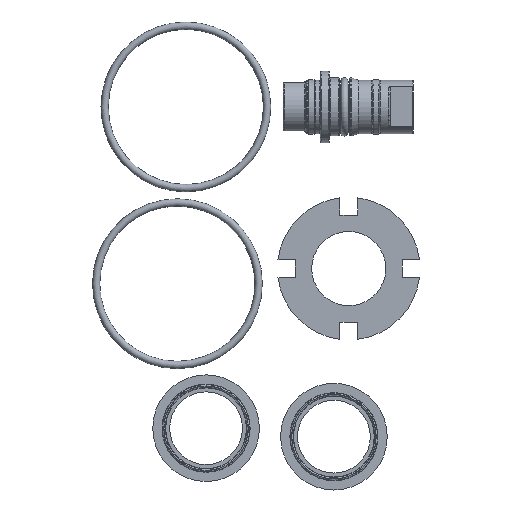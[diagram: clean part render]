
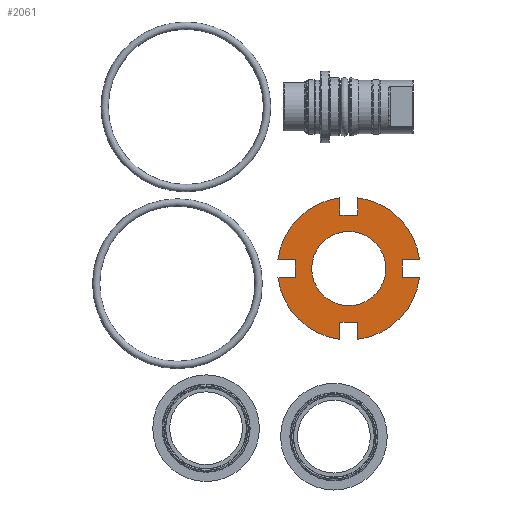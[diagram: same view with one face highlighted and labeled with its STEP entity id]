
A CAD part, left-side view. The second image highlights one B-rep face of the part: STEP entity #2061.
In plain terms, the highlighted face is planar.
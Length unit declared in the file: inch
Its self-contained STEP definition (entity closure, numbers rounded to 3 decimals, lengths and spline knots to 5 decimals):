
#97=FACE_BOUND('',#592,.T.);
#208=LINE('',#4136,#290);
#212=LINE('',#4144,#294);
#216=LINE('',#4156,#298);
#219=LINE('',#4162,#301);
#222=LINE('',#4168,#304);
#226=LINE('',#4180,#308);
#229=LINE('',#4186,#311);
#232=LINE('',#4192,#314);
#236=LINE('',#4204,#318);
#239=LINE('',#4210,#321);
#242=LINE('',#4216,#324);
#246=LINE('',#4227,#328);
#290=VECTOR('',#3106,0.3937);
#294=VECTOR('',#3112,0.3937);
#298=VECTOR('',#3124,0.3937);
#301=VECTOR('',#3129,0.3937);
#304=VECTOR('',#3134,0.3937);
#308=VECTOR('',#3146,0.3937);
#311=VECTOR('',#3151,0.3937);
#314=VECTOR('',#3156,0.3937);
#318=VECTOR('',#3168,0.3937);
#321=VECTOR('',#3173,0.3937);
#324=VECTOR('',#3178,0.3937);
#328=VECTOR('',#3190,0.3937);
#365=PLANE('',#2527);
#469=FACE_OUTER_BOUND('',#591,.T.);
#591=EDGE_LOOP('',(#1859,#1860,#1861,#1862,#1863,#1864,#1865,#1866,#1867,
#1868,#1869,#1870,#1871,#1872,#1873,#1874));
#592=EDGE_LOOP('',(#1875));
#767=CIRCLE('',#2502,0.52);
#768=CIRCLE('',#2506,1.);
#770=CIRCLE('',#2512,1.);
#772=CIRCLE('',#2518,1.);
#774=CIRCLE('',#2524,1.);
#987=VERTEX_POINT('',#4130);
#988=VERTEX_POINT('',#4134);
#989=VERTEX_POINT('',#4135);
#992=VERTEX_POINT('',#4143);
#994=VERTEX_POINT('',#4149);
#996=VERTEX_POINT('',#4155);
#998=VERTEX_POINT('',#4161);
#1000=VERTEX_POINT('',#4167);
#1002=VERTEX_POINT('',#4173);
#1004=VERTEX_POINT('',#4179);
#1006=VERTEX_POINT('',#4185);
#1008=VERTEX_POINT('',#4191);
#1010=VERTEX_POINT('',#4197);
#1012=VERTEX_POINT('',#4203);
#1014=VERTEX_POINT('',#4209);
#1016=VERTEX_POINT('',#4215);
#1018=VERTEX_POINT('',#4221);
#1267=EDGE_CURVE('',#987,#987,#767,.T.);
#1268=EDGE_CURVE('',#988,#989,#208,.T.);
#1272=EDGE_CURVE('',#989,#992,#212,.T.);
#1275=EDGE_CURVE('',#992,#994,#768,.T.);
#1278=EDGE_CURVE('',#994,#996,#216,.T.);
#1281=EDGE_CURVE('',#996,#998,#219,.T.);
#1284=EDGE_CURVE('',#998,#1000,#222,.T.);
#1287=EDGE_CURVE('',#1000,#1002,#770,.T.);
#1290=EDGE_CURVE('',#1002,#1004,#226,.T.);
#1293=EDGE_CURVE('',#1004,#1006,#229,.T.);
#1296=EDGE_CURVE('',#1006,#1008,#232,.T.);
#1299=EDGE_CURVE('',#1008,#1010,#772,.T.);
#1302=EDGE_CURVE('',#1010,#1012,#236,.T.);
#1305=EDGE_CURVE('',#1012,#1014,#239,.T.);
#1308=EDGE_CURVE('',#1014,#1016,#242,.T.);
#1311=EDGE_CURVE('',#1016,#1018,#774,.T.);
#1314=EDGE_CURVE('',#1018,#988,#246,.T.);
#1859=ORIENTED_EDGE('',*,*,#1268,.F.);
#1860=ORIENTED_EDGE('',*,*,#1314,.F.);
#1861=ORIENTED_EDGE('',*,*,#1311,.F.);
#1862=ORIENTED_EDGE('',*,*,#1308,.F.);
#1863=ORIENTED_EDGE('',*,*,#1305,.F.);
#1864=ORIENTED_EDGE('',*,*,#1302,.F.);
#1865=ORIENTED_EDGE('',*,*,#1299,.F.);
#1866=ORIENTED_EDGE('',*,*,#1296,.F.);
#1867=ORIENTED_EDGE('',*,*,#1293,.F.);
#1868=ORIENTED_EDGE('',*,*,#1290,.F.);
#1869=ORIENTED_EDGE('',*,*,#1287,.F.);
#1870=ORIENTED_EDGE('',*,*,#1284,.F.);
#1871=ORIENTED_EDGE('',*,*,#1281,.F.);
#1872=ORIENTED_EDGE('',*,*,#1278,.F.);
#1873=ORIENTED_EDGE('',*,*,#1275,.F.);
#1874=ORIENTED_EDGE('',*,*,#1272,.F.);
#1875=ORIENTED_EDGE('',*,*,#1267,.T.);
#2061=ADVANCED_FACE('',(#469,#97),#365,.T.);
#2502=AXIS2_PLACEMENT_3D('',#4132,#3102,#3103);
#2506=AXIS2_PLACEMENT_3D('',#4150,#3117,#3118);
#2512=AXIS2_PLACEMENT_3D('',#4174,#3139,#3140);
#2518=AXIS2_PLACEMENT_3D('',#4198,#3161,#3162);
#2524=AXIS2_PLACEMENT_3D('',#4222,#3183,#3184);
#2527=AXIS2_PLACEMENT_3D('',#4229,#3192,#3193);
#3102=DIRECTION('center_axis',(0.,-1.,0.));
#3103=DIRECTION('ref_axis',(1.,0.,0.));
#3106=DIRECTION('',(-1.,0.,0.));
#3112=DIRECTION('',(0.,0.,1.));
#3117=DIRECTION('center_axis',(0.,-1.,0.));
#3118=DIRECTION('ref_axis',(0.992,0.,-0.125));
#3124=DIRECTION('',(1.,0.,0.));
#3129=DIRECTION('',(0.,0.,-1.));
#3134=DIRECTION('',(-1.,0.,0.));
#3139=DIRECTION('center_axis',(0.,-1.,0.));
#3140=DIRECTION('ref_axis',(0.125,0.,0.992));
#3146=DIRECTION('',(0.,0.,1.));
#3151=DIRECTION('',(1.,0.,0.));
#3156=DIRECTION('',(0.,0.,-1.));
#3161=DIRECTION('center_axis',(0.,-1.,0.));
#3162=DIRECTION('ref_axis',(-0.992,0.,0.125));
#3168=DIRECTION('',(-1.,0.,0.));
#3173=DIRECTION('',(0.,0.,1.));
#3178=DIRECTION('',(1.,0.,0.));
#3183=DIRECTION('center_axis',(0.,-1.,0.));
#3184=DIRECTION('ref_axis',(-0.125,0.,-0.992));
#3190=DIRECTION('',(0.,0.,-1.));
#3192=DIRECTION('center_axis',(0.,1.,0.));
#3193=DIRECTION('ref_axis',(0.,0.,1.));
#4130=CARTESIAN_POINT('',(-0.52,0.12,0.));
#4132=CARTESIAN_POINT('Origin',(0.,0.12,0.));
#4134=CARTESIAN_POINT('',(0.125,0.12,0.75));
#4135=CARTESIAN_POINT('',(-0.125,0.12,0.75));
#4136=CARTESIAN_POINT('',(0.125,0.12,0.75));
#4143=CARTESIAN_POINT('',(-0.125,0.12,0.99216));
#4144=CARTESIAN_POINT('',(-0.125,0.12,0.75));
#4149=CARTESIAN_POINT('',(-0.99216,0.12,0.125));
#4150=CARTESIAN_POINT('Origin',(0.,0.12,0.));
#4155=CARTESIAN_POINT('',(-0.75,0.12,0.125));
#4156=CARTESIAN_POINT('',(-0.99216,0.12,0.125));
#4161=CARTESIAN_POINT('',(-0.75,0.12,-0.125));
#4162=CARTESIAN_POINT('',(-0.75,0.12,0.125));
#4167=CARTESIAN_POINT('',(-0.99216,0.12,-0.125));
#4168=CARTESIAN_POINT('',(-0.75,0.12,-0.125));
#4173=CARTESIAN_POINT('',(-0.125,0.12,-0.99216));
#4174=CARTESIAN_POINT('Origin',(0.,0.12,0.));
#4179=CARTESIAN_POINT('',(-0.125,0.12,-0.75));
#4180=CARTESIAN_POINT('',(-0.125,0.12,-0.99216));
#4185=CARTESIAN_POINT('',(0.125,0.12,-0.75));
#4186=CARTESIAN_POINT('',(-0.125,0.12,-0.75));
#4191=CARTESIAN_POINT('',(0.125,0.12,-0.99216));
#4192=CARTESIAN_POINT('',(0.125,0.12,-0.75));
#4197=CARTESIAN_POINT('',(0.99216,0.12,-0.125));
#4198=CARTESIAN_POINT('Origin',(0.,0.12,0.));
#4203=CARTESIAN_POINT('',(0.75,0.12,-0.125));
#4204=CARTESIAN_POINT('',(0.99216,0.12,-0.125));
#4209=CARTESIAN_POINT('',(0.75,0.12,0.125));
#4210=CARTESIAN_POINT('',(0.75,0.12,-0.125));
#4215=CARTESIAN_POINT('',(0.99216,0.12,0.125));
#4216=CARTESIAN_POINT('',(0.75,0.12,0.125));
#4221=CARTESIAN_POINT('',(0.125,0.12,0.99216));
#4222=CARTESIAN_POINT('Origin',(0.,0.12,0.));
#4227=CARTESIAN_POINT('',(0.125,0.12,0.99216));
#4229=CARTESIAN_POINT('Origin',(0.,0.12,0.));
